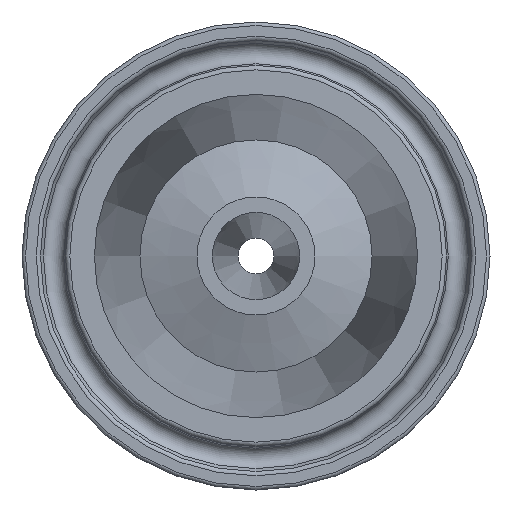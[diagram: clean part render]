
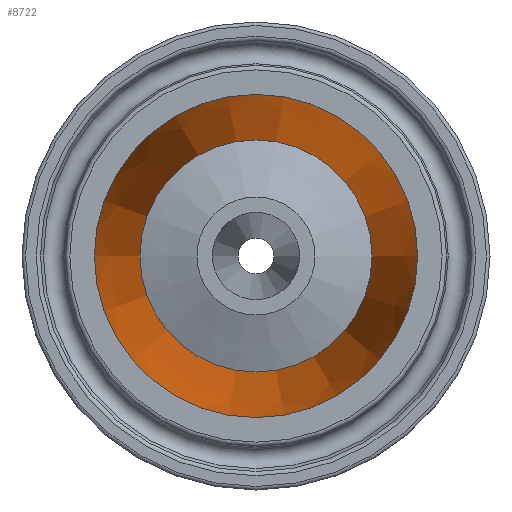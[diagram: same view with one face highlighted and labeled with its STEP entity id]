
A CAD part, left-side view. The second image highlights one B-rep face of the part: STEP entity #8722.
In plain terms, the highlighted conical face has half-angle 7.125 degrees and reference radius 12.636 mm.
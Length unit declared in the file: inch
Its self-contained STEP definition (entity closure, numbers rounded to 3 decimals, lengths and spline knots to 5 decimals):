
#1256=LINE('',#18815,#1843);
#1843=VECTOR('',#11176,0.4975);
#1895=CONICAL_SURFACE('',#9348,0.4975,0.124);
#2402=FACE_OUTER_BOUND('',#2920,.T.);
#2920=EDGE_LOOP('',(#7928,#7929,#7930,#7931,#7932,#7933));
#3207=CIRCLE('',#9346,0.31);
#3208=CIRCLE('',#9347,0.31);
#3209=CIRCLE('',#9349,0.685);
#3210=CIRCLE('',#9350,0.685);
#4101=VERTEX_POINT('',#18809);
#4102=VERTEX_POINT('',#18810);
#4103=VERTEX_POINT('',#18814);
#4104=VERTEX_POINT('',#18816);
#5389=EDGE_CURVE('',#4101,#4102,#3207,.T.);
#5390=EDGE_CURVE('',#4102,#4101,#3208,.T.);
#5391=EDGE_CURVE('',#4102,#4103,#1256,.T.);
#5392=EDGE_CURVE('',#4104,#4103,#3209,.T.);
#5393=EDGE_CURVE('',#4103,#4104,#3210,.T.);
#7928=ORIENTED_EDGE('',*,*,#5389,.T.);
#7929=ORIENTED_EDGE('',*,*,#5391,.T.);
#7930=ORIENTED_EDGE('',*,*,#5392,.F.);
#7931=ORIENTED_EDGE('',*,*,#5393,.F.);
#7932=ORIENTED_EDGE('',*,*,#5391,.F.);
#7933=ORIENTED_EDGE('',*,*,#5390,.T.);
#8722=ADVANCED_FACE('',(#2402),#1895,.F.);
#9346=AXIS2_PLACEMENT_3D('',#18811,#11170,#11171);
#9347=AXIS2_PLACEMENT_3D('',#18812,#11172,#11173);
#9348=AXIS2_PLACEMENT_3D('',#18813,#11174,#11175);
#9349=AXIS2_PLACEMENT_3D('',#18817,#11177,#11178);
#9350=AXIS2_PLACEMENT_3D('',#18818,#11179,#11180);
#11170=DIRECTION('center_axis',(1.,0.,0.));
#11171=DIRECTION('ref_axis',(0.,1.,0.));
#11172=DIRECTION('center_axis',(1.,0.,0.));
#11173=DIRECTION('ref_axis',(0.,1.,0.));
#11174=DIRECTION('center_axis',(-1.,0.,0.));
#11175=DIRECTION('ref_axis',(0.,1.,0.));
#11176=DIRECTION('',(-0.992,-0.124,0.));
#11177=DIRECTION('center_axis',(1.,0.,0.));
#11178=DIRECTION('ref_axis',(0.,1.,0.));
#11179=DIRECTION('center_axis',(1.,0.,0.));
#11180=DIRECTION('ref_axis',(0.,1.,0.));
#18809=CARTESIAN_POINT('',(4.05662,0.31,0.));
#18810=CARTESIAN_POINT('',(4.05662,-0.31,0.));
#18811=CARTESIAN_POINT('Origin',(4.05662,0.,
0.));
#18812=CARTESIAN_POINT('Origin',(4.05662,0.,
0.));
#18813=CARTESIAN_POINT('Origin',(2.55662,0.,
0.));
#18814=CARTESIAN_POINT('',(1.05662,-0.685,0.));
#18815=CARTESIAN_POINT('',(2.55662,-0.4975,0.));
#18816=CARTESIAN_POINT('',(1.05662,0.685,0.));
#18817=CARTESIAN_POINT('Origin',(1.05662,0.,
0.));
#18818=CARTESIAN_POINT('Origin',(1.05662,0.,
0.));
